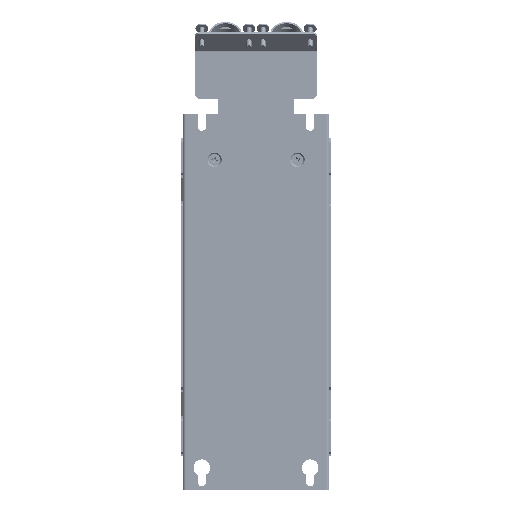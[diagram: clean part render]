
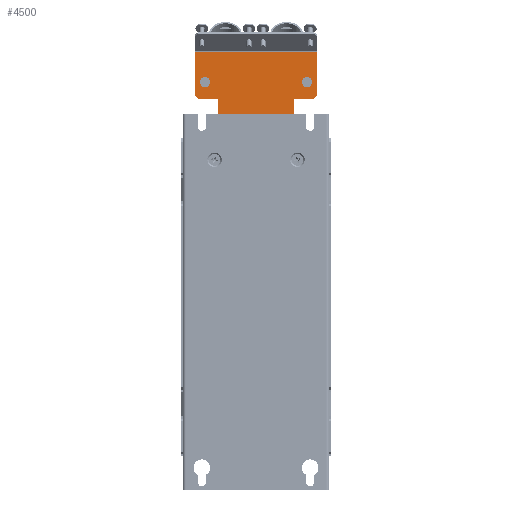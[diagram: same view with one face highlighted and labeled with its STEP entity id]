
A CAD part, front view. The second image highlights one B-rep face of the part: STEP entity #4500.
In plain terms, the highlighted planar face has unit normal (0, -1, 0).
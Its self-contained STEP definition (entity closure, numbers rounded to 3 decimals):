
#697 = DIRECTION ( 'NONE',  ( 0., 0., -1. ) ) ;
#1900 = DIRECTION ( 'NONE',  ( 0., -1., 0. ) ) ;
#4500 = ADVANCED_FACE ( 'NONE', ( #24137, #79558, #143117 ), #115185, .F. ) ;
#5983 = DIRECTION ( 'NONE',  ( 0., 0., 1. ) ) ;
#6171 = EDGE_CURVE ( 'NONE', #32571, #164250, #98736, .T. ) ;
#6493 = CIRCLE ( 'NONE', #70987, 4. ) ;
#6814 = VERTEX_POINT ( 'NONE', #99292 ) ;
#6931 = CARTESIAN_POINT ( 'NONE',  ( 47.5, 0., 36. ) ) ;
#8310 = EDGE_LOOP ( 'NONE', ( #138011, #102092, #149030, #146253, #30401, #17616, #52086, #44329, #119632, #48932 ) ) ;
#12177 = VECTOR ( 'NONE', #146108, 1000. ) ;
#13469 = ORIENTED_EDGE ( 'NONE', *, *, #67700, .F. ) ;
#13530 = EDGE_CURVE ( 'NONE', #164250, #128338, #85310, .T. ) ;
#17419 = EDGE_CURVE ( 'NONE', #129894, #124089, #50228, .T. ) ;
#17616 = ORIENTED_EDGE ( 'NONE', *, *, #133690, .T. ) ;
#17953 = CARTESIAN_POINT ( 'NONE',  ( 30., 0., -4. ) ) ;
#18102 = EDGE_CURVE ( 'NONE', #6814, #32571, #83447, .T. ) ;
#20111 = AXIS2_PLACEMENT_3D ( 'NONE', #127940, #52112, #140739 ) ;
#21269 = CARTESIAN_POINT ( 'NONE',  ( 47.5, 0., 32.866 ) ) ;
#22354 = DIRECTION ( 'NONE',  ( 1., 0., 0. ) ) ;
#23744 = VECTOR ( 'NONE', #29189, 1000. ) ;
#24137 = FACE_BOUND ( 'NONE', #66563, .T. ) ;
#24423 = VECTOR ( 'NONE', #79732, 1000. ) ;
#29189 = DIRECTION ( 'NONE',  ( 1., 0., 0. ) ) ;
#30401 = ORIENTED_EDGE ( 'NONE', *, *, #125966, .F. ) ;
#31548 = CARTESIAN_POINT ( 'NONE',  ( 30., 0., -36. ) ) ;
#32571 = VERTEX_POINT ( 'NONE', #114832 ) ;
#34101 = CIRCLE ( 'NONE', #102964, 4. ) ;
#38702 = DIRECTION ( 'NONE',  ( 0., -1., 0. ) ) ;
#40846 = CARTESIAN_POINT ( 'NONE',  ( 47.5, 0., -33.263 ) ) ;
#42633 = VERTEX_POINT ( 'NONE', #136012 ) ;
#44329 = ORIENTED_EDGE ( 'NONE', *, *, #54897, .T. ) ;
#48932 = ORIENTED_EDGE ( 'NONE', *, *, #137735, .F. ) ;
#49914 = VECTOR ( 'NONE', #150413, 1000. ) ;
#50228 = LINE ( 'NONE', #6931, #113575 ) ;
#52086 = ORIENTED_EDGE ( 'NONE', *, *, #81488, .T. ) ;
#52112 = DIRECTION ( 'NONE',  ( 0., 1., 0. ) ) ;
#54897 = EDGE_CURVE ( 'NONE', #42633, #124089, #121544, .T. ) ;
#55436 = VERTEX_POINT ( 'NONE', #78452 ) ;
#55748 = EDGE_CURVE ( 'NONE', #6814, #91644, #139126, .T. ) ;
#57750 = LINE ( 'NONE', #31548, #91341 ) ;
#58499 = CARTESIAN_POINT ( 'NONE',  ( -30., 0., -33.263 ) ) ;
#59638 = VECTOR ( 'NONE', #697, 1000. ) ;
#66563 = EDGE_LOOP ( 'NONE', ( #13469 ) ) ;
#67700 = EDGE_CURVE ( 'NONE', #115413, #115413, #34101, .T. ) ;
#70168 = CARTESIAN_POINT ( 'NONE',  ( -47.5, 0., 36. ) ) ;
#70987 = AXIS2_PLACEMENT_3D ( 'NONE', #114525, #38702, #127300 ) ;
#72341 = CARTESIAN_POINT ( 'NONE',  ( -40., 0., 13. ) ) ;
#77851 = CARTESIAN_POINT ( 'NONE',  ( -40., 0., 9. ) ) ;
#78452 = CARTESIAN_POINT ( 'NONE',  ( 30., 0., -33.263 ) ) ;
#79558 = FACE_OUTER_BOUND ( 'NONE', #8310, .T. ) ;
#79732 = DIRECTION ( 'NONE',  ( 0.707, 0., 0.707 ) ) ;
#81488 = EDGE_CURVE ( 'NONE', #150516, #42633, #154623, .T. ) ;
#83447 = LINE ( 'NONE', #124891, #49914 ) ;
#83756 = VECTOR ( 'NONE', #142239, 1000. ) ;
#84225 = LINE ( 'NONE', #98313, #88259 ) ;
#84635 = CARTESIAN_POINT ( 'NONE',  ( -30., 0., -4. ) ) ;
#85310 = LINE ( 'NONE', #152600, #59638 ) ;
#88259 = VECTOR ( 'NONE', #22354, 1000. ) ;
#90568 = DIRECTION ( 'NONE',  ( 0., 0., 1. ) ) ;
#91341 = VECTOR ( 'NONE', #5983, 1000. ) ;
#91644 = VERTEX_POINT ( 'NONE', #111802 ) ;
#94719 = VECTOR ( 'NONE', #123313, 1000. ) ;
#95070 = DIRECTION ( 'NONE',  ( 0., 0., -1. ) ) ;
#98313 = CARTESIAN_POINT ( 'NONE',  ( -47.5, 0., 32.866 ) ) ;
#98736 = LINE ( 'NONE', #136085, #94719 ) ;
#99292 = CARTESIAN_POINT ( 'NONE',  ( -47.5, 0., -2. ) ) ;
#102092 = ORIENTED_EDGE ( 'NONE', *, *, #18102, .T. ) ;
#102964 = AXIS2_PLACEMENT_3D ( 'NONE', #77851, #1900, #90568 ) ;
#109591 = EDGE_LOOP ( 'NONE', ( #157812 ) ) ;
#111802 = CARTESIAN_POINT ( 'NONE',  ( -47.5, 0., 32.866 ) ) ;
#113575 = VECTOR ( 'NONE', #95070, 1000. ) ;
#114525 = CARTESIAN_POINT ( 'NONE',  ( 40., 0., 9. ) ) ;
#114832 = CARTESIAN_POINT ( 'NONE',  ( -45.5, 0., -4. ) ) ;
#115185 = PLANE ( 'NONE',  #20111 ) ;
#115413 = VERTEX_POINT ( 'NONE', #72341 ) ;
#117526 = LINE ( 'NONE', #40846, #83756 ) ;
#119632 = ORIENTED_EDGE ( 'NONE', *, *, #17419, .F. ) ;
#121544 = LINE ( 'NONE', #155727, #24423 ) ;
#123313 = DIRECTION ( 'NONE',  ( 1., 0., 0. ) ) ;
#124089 = VERTEX_POINT ( 'NONE', #132823 ) ;
#124891 = CARTESIAN_POINT ( 'NONE',  ( -45.5, 0., -4. ) ) ;
#125805 = EDGE_CURVE ( 'NONE', #154875, #154875, #6493, .T. ) ;
#125966 = EDGE_CURVE ( 'NONE', #55436, #128338, #117526, .T. ) ;
#127300 = DIRECTION ( 'NONE',  ( 0., 0., 1. ) ) ;
#127940 = CARTESIAN_POINT ( 'NONE',  ( -47.5, 0., -36. ) ) ;
#128338 = VERTEX_POINT ( 'NONE', #58499 ) ;
#129894 = VERTEX_POINT ( 'NONE', #21269 ) ;
#132823 = CARTESIAN_POINT ( 'NONE',  ( 47.5, 0., -2. ) ) ;
#133690 = EDGE_CURVE ( 'NONE', #55436, #150516, #57750, .T. ) ;
#136012 = CARTESIAN_POINT ( 'NONE',  ( 45.5, 0., -4. ) ) ;
#136085 = CARTESIAN_POINT ( 'NONE',  ( -47.5, 0., -4. ) ) ;
#137735 = EDGE_CURVE ( 'NONE', #91644, #129894, #84225, .T. ) ;
#138011 = ORIENTED_EDGE ( 'NONE', *, *, #55748, .F. ) ;
#139126 = LINE ( 'NONE', #70168, #12177 ) ;
#140739 = DIRECTION ( 'NONE',  ( 0., 0., 1. ) ) ;
#142239 = DIRECTION ( 'NONE',  ( -1., 0., 0. ) ) ;
#142281 = CARTESIAN_POINT ( 'NONE',  ( -47.5, 0., -4. ) ) ;
#143117 = FACE_BOUND ( 'NONE', #109591, .T. ) ;
#146108 = DIRECTION ( 'NONE',  ( 0., 0., 1. ) ) ;
#146253 = ORIENTED_EDGE ( 'NONE', *, *, #13530, .T. ) ;
#149030 = ORIENTED_EDGE ( 'NONE', *, *, #6171, .T. ) ;
#150413 = DIRECTION ( 'NONE',  ( 0.707, 0., -0.707 ) ) ;
#150516 = VERTEX_POINT ( 'NONE', #17953 ) ;
#152600 = CARTESIAN_POINT ( 'NONE',  ( -30., 0., -36. ) ) ;
#153142 = CARTESIAN_POINT ( 'NONE',  ( 40., 0., 13. ) ) ;
#154623 = LINE ( 'NONE', #142281, #23744 ) ;
#154875 = VERTEX_POINT ( 'NONE', #153142 ) ;
#155727 = CARTESIAN_POINT ( 'NONE',  ( 47.5, 0., -2. ) ) ;
#157812 = ORIENTED_EDGE ( 'NONE', *, *, #125805, .F. ) ;
#164250 = VERTEX_POINT ( 'NONE', #84635 ) ;
